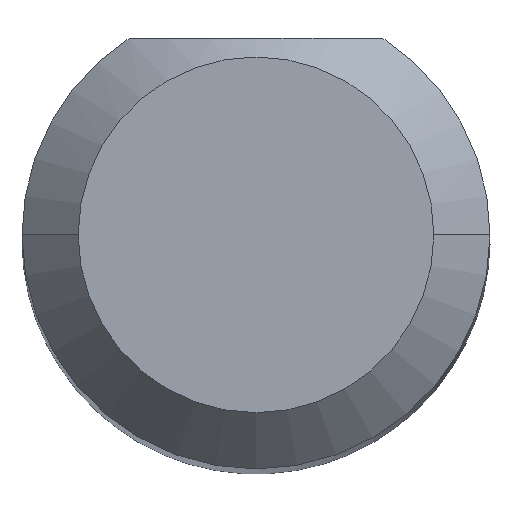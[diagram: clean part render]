
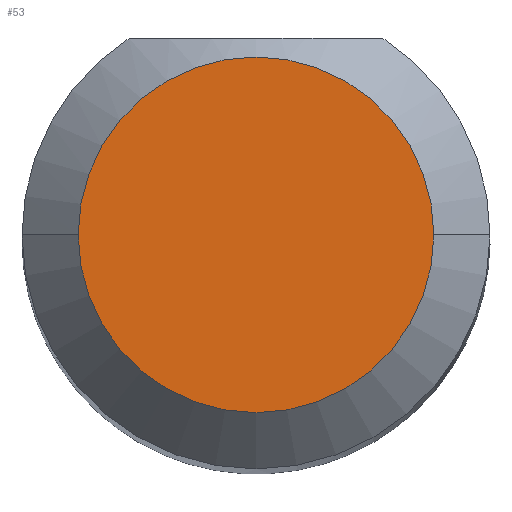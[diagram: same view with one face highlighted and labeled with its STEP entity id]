
A CAD part, top view. The second image highlights one B-rep face of the part: STEP entity #53.
In plain terms, the highlighted planar face has unit normal (0, 0, 1).
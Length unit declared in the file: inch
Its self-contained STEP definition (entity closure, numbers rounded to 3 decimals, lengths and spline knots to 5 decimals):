
#17 = AXIS2_PLACEMENT_3D ( 'NONE', #329, #90, #220 ) ;
#26 = DIRECTION ( 'NONE',  ( 1., 0., 0. ) ) ;
#39 = PLANE ( 'NONE',  #483 ) ;
#53 = ADVANCED_FACE ( 'NONE', ( #402 ), #39, .T. ) ;
#59 = VERTEX_POINT ( 'NONE', #472 ) ;
#70 = DIRECTION ( 'NONE',  ( 1., 0., 0. ) ) ;
#90 = DIRECTION ( 'NONE',  ( 0., 0., 1. ) ) ;
#180 = EDGE_CURVE ( 'NONE', #314, #59, #347, .T. ) ;
#197 = CIRCLE ( 'NONE', #17, 0.0475 ) ;
#216 = ORIENTED_EDGE ( 'NONE', *, *, #180, .T. ) ;
#220 = DIRECTION ( 'NONE',  ( 1., 0., 0. ) ) ;
#276 = DIRECTION ( 'NONE',  ( 0., 0., 1. ) ) ;
#314 = VERTEX_POINT ( 'NONE', #406 ) ;
#320 = EDGE_CURVE ( 'NONE', #59, #314, #197, .T. ) ;
#329 = CARTESIAN_POINT ( 'NONE',  ( 0., 0., 1.5 ) ) ;
#340 = EDGE_LOOP ( 'NONE', ( #216, #382 ) ) ;
#347 = CIRCLE ( 'NONE', #477, 0.0475 ) ;
#353 = CARTESIAN_POINT ( 'NONE',  ( 0., 0., 1.5 ) ) ;
#382 = ORIENTED_EDGE ( 'NONE', *, *, #320, .T. ) ;
#402 = FACE_OUTER_BOUND ( 'NONE', #340, .T. ) ;
#406 = CARTESIAN_POINT ( 'NONE',  ( -0.0475, 0., 1.5 ) ) ;
#421 = DIRECTION ( 'NONE',  ( 0., 0., 1. ) ) ;
#461 = CARTESIAN_POINT ( 'NONE',  ( 0., 0., 1.5 ) ) ;
#472 = CARTESIAN_POINT ( 'NONE',  ( 0.0475, 0., 1.5 ) ) ;
#477 = AXIS2_PLACEMENT_3D ( 'NONE', #461, #421, #70 ) ;
#483 = AXIS2_PLACEMENT_3D ( 'NONE', #353, #276, #26 ) ;
